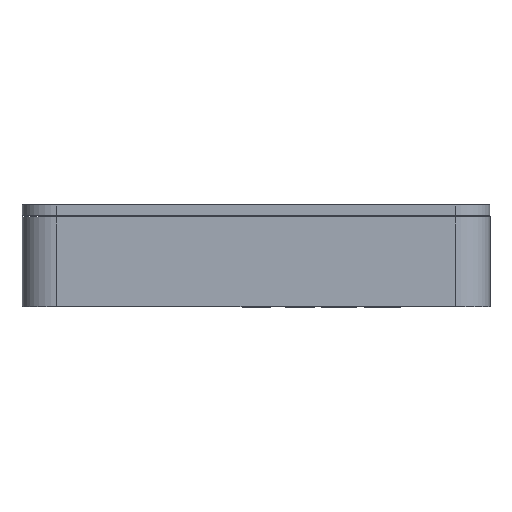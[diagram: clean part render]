
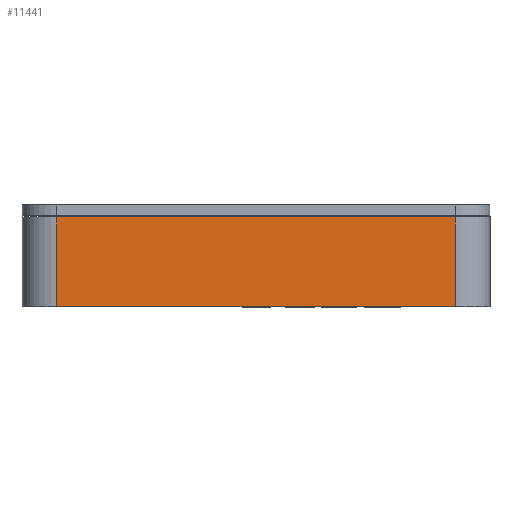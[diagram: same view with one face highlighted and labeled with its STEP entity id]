
A CAD part, front view. The second image highlights one B-rep face of the part: STEP entity #11441.
In plain terms, the highlighted planar face has unit normal (0, -1, 0).
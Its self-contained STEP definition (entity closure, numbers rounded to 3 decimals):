
#1825=FACE_OUTER_BOUND('',#2565,.T.);
#2565=EDGE_LOOP('',(#10522,#10523,#10524,#10525));
#2825=LINE('',#15075,#3781);
#3517=LINE('',#21884,#4473);
#3525=LINE('',#21908,#4481);
#3526=LINE('',#21910,#4482);
#3781=VECTOR('',#12775,10.);
#4473=VECTOR('',#13835,10.);
#4481=VECTOR('',#13855,10.);
#4482=VECTOR('',#13858,10.);
#4780=VERTEX_POINT('',#15072);
#4781=VERTEX_POINT('',#15074);
#5593=VERTEX_POINT('',#21881);
#5594=VERTEX_POINT('',#21883);
#6027=EDGE_CURVE('',#4780,#4781,#2825,.T.);
#7240=EDGE_CURVE('',#5593,#5594,#3517,.T.);
#7253=EDGE_CURVE('',#5594,#4780,#3525,.T.);
#7254=EDGE_CURVE('',#4781,#5593,#3526,.T.);
#10522=ORIENTED_EDGE('',*,*,#7253,.F.);
#10523=ORIENTED_EDGE('',*,*,#7240,.F.);
#10524=ORIENTED_EDGE('',*,*,#7254,.F.);
#10525=ORIENTED_EDGE('',*,*,#6027,.F.);
#10851=PLANE('',#11958);
#11441=ADVANCED_FACE('',(#1825),#10851,.T.);
#11958=AXIS2_PLACEMENT_3D('',#21909,#13856,#13857);
#12775=DIRECTION('',(-1.,0.,0.));
#13835=DIRECTION('',(1.,0.,0.));
#13855=DIRECTION('',(0.,0.,-1.));
#13856=DIRECTION('center_axis',(0.,-1.,0.));
#13857=DIRECTION('ref_axis',(1.,0.,0.));
#13858=DIRECTION('',(0.,0.,1.));
#15072=CARTESIAN_POINT('',(53.125,-100.988,0.));
#15074=CARTESIAN_POINT('',(-4.5,-100.988,0.));
#15075=CARTESIAN_POINT('',(58.125,-100.988,0.));
#21881=CARTESIAN_POINT('',(-4.5,-100.988,13.));
#21883=CARTESIAN_POINT('',(53.125,-100.988,13.));
#21884=CARTESIAN_POINT('',(58.125,-100.988,13.));
#21908=CARTESIAN_POINT('',(53.125,-100.988,0.));
#21909=CARTESIAN_POINT('Origin',(-9.5,-100.988,0.));
#21910=CARTESIAN_POINT('',(-4.5,-100.988,0.));
